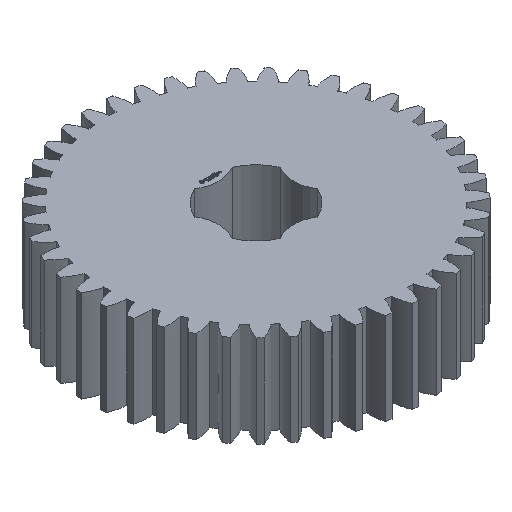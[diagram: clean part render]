
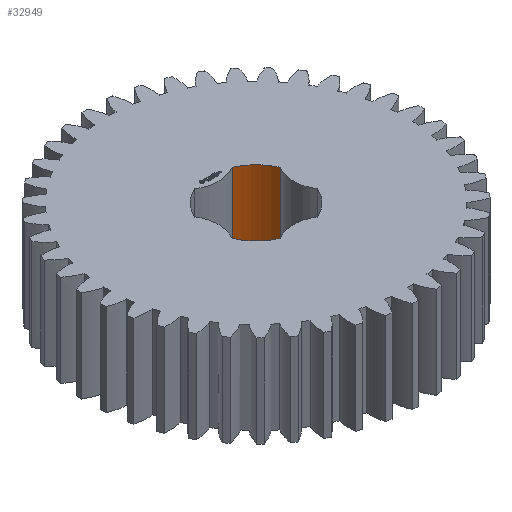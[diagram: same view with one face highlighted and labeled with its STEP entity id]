
A CAD part, isometric view. The second image highlights one B-rep face of the part: STEP entity #32949.
In plain terms, the highlighted cylindrical face has radius 6.35 mm (diameter 12.7 mm), a partial arc.
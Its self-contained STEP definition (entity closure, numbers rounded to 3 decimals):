
#93 = PLANE('',#94);
#94 = AXIS2_PLACEMENT_3D('',#95,#96,#97);
#95 = CARTESIAN_POINT('',(0.,0.,12.5)
  );
#96 = DIRECTION('',(0.,0.,1.));
#97 = DIRECTION('',(1.,0.,0.));
#168 = PLANE('',#169);
#169 = AXIS2_PLACEMENT_3D('',#170,#171,#172);
#170 = CARTESIAN_POINT('',(0.,0.,0.));
#171 = DIRECTION('',(0.,0.,1.));
#172 = DIRECTION('',(1.,0.,0.));
#10116 = VERTEX_POINT('',#10117);
#10117 = CARTESIAN_POINT('',(2.55,5.816,0.));
#10132 = CYLINDRICAL_SURFACE('',#10133,4.9);
#10133 = AXIS2_PLACEMENT_3D('',#10134,#10135,#10136);
#10134 = CARTESIAN_POINT('',(0.,10.,0.));
#10135 = DIRECTION('',(0.,-0.,-1.));
#10136 = DIRECTION('',(0.707,0.707,0.));
#10144 = EDGE_CURVE('',#10145,#10116,#10147,.T.);
#10145 = VERTEX_POINT('',#10146);
#10146 = CARTESIAN_POINT('',(5.816,2.55,0.));
#10147 = SURFACE_CURVE('',#10148,(#10153,#10160),.PCURVE_S1.);
#10148 = CIRCLE('',#10149,6.35);
#10149 = AXIS2_PLACEMENT_3D('',#10150,#10151,#10152);
#10150 = CARTESIAN_POINT('',(0.,0.,0.));
#10151 = DIRECTION('',(0.,-0.,1.));
#10152 = DIRECTION('',(0.707,0.707,0.));
#10153 = PCURVE('',#168,#10154);
#10154 = DEFINITIONAL_REPRESENTATION('',(#10155),#10159);
#10155 = CIRCLE('',#10156,6.35);
#10156 = AXIS2_PLACEMENT_2D('',#10157,#10158);
#10157 = CARTESIAN_POINT('',(0.,0.));
#10158 = DIRECTION('',(0.707,0.707));
#10159 = ( GEOMETRIC_REPRESENTATION_CONTEXT(2) 
PARAMETRIC_REPRESENTATION_CONTEXT() REPRESENTATION_CONTEXT('2D SPACE',''
  ) );
#10160 = PCURVE('',#10161,#10166);
#10161 = CYLINDRICAL_SURFACE('',#10162,6.35);
#10162 = AXIS2_PLACEMENT_3D('',#10163,#10164,#10165);
#10163 = CARTESIAN_POINT('',(0.,0.,0.));
#10164 = DIRECTION('',(0.,-0.,-1.));
#10165 = DIRECTION('',(0.707,0.707,0.));
#10166 = DEFINITIONAL_REPRESENTATION('',(#10167),#10171);
#10167 = LINE('',#10168,#10169);
#10168 = CARTESIAN_POINT('',(-0.,0.));
#10169 = VECTOR('',#10170,1.);
#10170 = DIRECTION('',(-1.,0.));
#10171 = ( GEOMETRIC_REPRESENTATION_CONTEXT(2) 
PARAMETRIC_REPRESENTATION_CONTEXT() REPRESENTATION_CONTEXT('2D SPACE',''
  ) );
#10190 = CYLINDRICAL_SURFACE('',#10191,4.9);
#10191 = AXIS2_PLACEMENT_3D('',#10192,#10193,#10194);
#10192 = CARTESIAN_POINT('',(10.,0.,0.));
#10193 = DIRECTION('',(0.,-0.,-1.));
#10194 = DIRECTION('',(0.707,0.707,0.));
#17260 = VERTEX_POINT('',#17261);
#17261 = CARTESIAN_POINT('',(2.55,5.816,12.5));
#17283 = EDGE_CURVE('',#17284,#17260,#17286,.T.);
#17284 = VERTEX_POINT('',#17285);
#17285 = CARTESIAN_POINT('',(5.816,2.55,12.5));
#17286 = SURFACE_CURVE('',#17287,(#17292,#17299),.PCURVE_S1.);
#17287 = CIRCLE('',#17288,6.35);
#17288 = AXIS2_PLACEMENT_3D('',#17289,#17290,#17291);
#17289 = CARTESIAN_POINT('',(0.,0.,12.5)
  );
#17290 = DIRECTION('',(0.,-0.,1.));
#17291 = DIRECTION('',(0.707,0.707,0.));
#17292 = PCURVE('',#93,#17293);
#17293 = DEFINITIONAL_REPRESENTATION('',(#17294),#17298);
#17294 = CIRCLE('',#17295,6.35);
#17295 = AXIS2_PLACEMENT_2D('',#17296,#17297);
#17296 = CARTESIAN_POINT('',(0.,0.));
#17297 = DIRECTION('',(0.707,0.707));
#17298 = ( GEOMETRIC_REPRESENTATION_CONTEXT(2) 
PARAMETRIC_REPRESENTATION_CONTEXT() REPRESENTATION_CONTEXT('2D SPACE',''
  ) );
#17299 = PCURVE('',#10161,#17300);
#17300 = DEFINITIONAL_REPRESENTATION('',(#17301),#17305);
#17301 = LINE('',#17302,#17303);
#17302 = CARTESIAN_POINT('',(-0.,-12.5));
#17303 = VECTOR('',#17304,1.);
#17304 = DIRECTION('',(-1.,0.));
#17305 = ( GEOMETRIC_REPRESENTATION_CONTEXT(2) 
PARAMETRIC_REPRESENTATION_CONTEXT() REPRESENTATION_CONTEXT('2D SPACE',''
  ) );
#32926 = EDGE_CURVE('',#10145,#17284,#32927,.T.);
#32927 = SURFACE_CURVE('',#32928,(#32932,#32939),.PCURVE_S1.);
#32928 = LINE('',#32929,#32930);
#32929 = CARTESIAN_POINT('',(5.816,2.55,0.));
#32930 = VECTOR('',#32931,1.);
#32931 = DIRECTION('',(0.,0.,1.));
#32932 = PCURVE('',#10190,#32933);
#32933 = DEFINITIONAL_REPRESENTATION('',(#32934),#32938);
#32934 = LINE('',#32935,#32936);
#32935 = CARTESIAN_POINT('',(-1.809,0.));
#32936 = VECTOR('',#32937,1.);
#32937 = DIRECTION('',(-0.,-1.));
#32938 = ( GEOMETRIC_REPRESENTATION_CONTEXT(2) 
PARAMETRIC_REPRESENTATION_CONTEXT() REPRESENTATION_CONTEXT('2D SPACE',''
  ) );
#32939 = PCURVE('',#10161,#32940);
#32940 = DEFINITIONAL_REPRESENTATION('',(#32941),#32945);
#32941 = LINE('',#32942,#32943);
#32942 = CARTESIAN_POINT('',(-5.911,0.));
#32943 = VECTOR('',#32944,1.);
#32944 = DIRECTION('',(-0.,-1.));
#32945 = ( GEOMETRIC_REPRESENTATION_CONTEXT(2) 
PARAMETRIC_REPRESENTATION_CONTEXT() REPRESENTATION_CONTEXT('2D SPACE',''
  ) );
#32949 = ADVANCED_FACE('',(#32950),#10161,.F.);
#32950 = FACE_BOUND('',#32951,.T.);
#32951 = EDGE_LOOP('',(#32952,#32953,#32954,#32975));
#32952 = ORIENTED_EDGE('',*,*,#32926,.T.);
#32953 = ORIENTED_EDGE('',*,*,#17283,.T.);
#32954 = ORIENTED_EDGE('',*,*,#32955,.F.);
#32955 = EDGE_CURVE('',#10116,#17260,#32956,.T.);
#32956 = SURFACE_CURVE('',#32957,(#32961,#32968),.PCURVE_S1.);
#32957 = LINE('',#32958,#32959);
#32958 = CARTESIAN_POINT('',(2.55,5.816,0.));
#32959 = VECTOR('',#32960,1.);
#32960 = DIRECTION('',(0.,0.,1.));
#32961 = PCURVE('',#10161,#32962);
#32962 = DEFINITIONAL_REPRESENTATION('',(#32963),#32967);
#32963 = LINE('',#32964,#32965);
#32964 = CARTESIAN_POINT('',(-6.655,0.));
#32965 = VECTOR('',#32966,1.);
#32966 = DIRECTION('',(-0.,-1.));
#32967 = ( GEOMETRIC_REPRESENTATION_CONTEXT(2) 
PARAMETRIC_REPRESENTATION_CONTEXT() REPRESENTATION_CONTEXT('2D SPACE',''
  ) );
#32968 = PCURVE('',#10132,#32969);
#32969 = DEFINITIONAL_REPRESENTATION('',(#32970),#32974);
#32970 = LINE('',#32971,#32972);
#32971 = CARTESIAN_POINT('',(-4.474,0.));
#32972 = VECTOR('',#32973,1.);
#32973 = DIRECTION('',(-0.,-1.));
#32974 = ( GEOMETRIC_REPRESENTATION_CONTEXT(2) 
PARAMETRIC_REPRESENTATION_CONTEXT() REPRESENTATION_CONTEXT('2D SPACE',''
  ) );
#32975 = ORIENTED_EDGE('',*,*,#10144,.F.);
